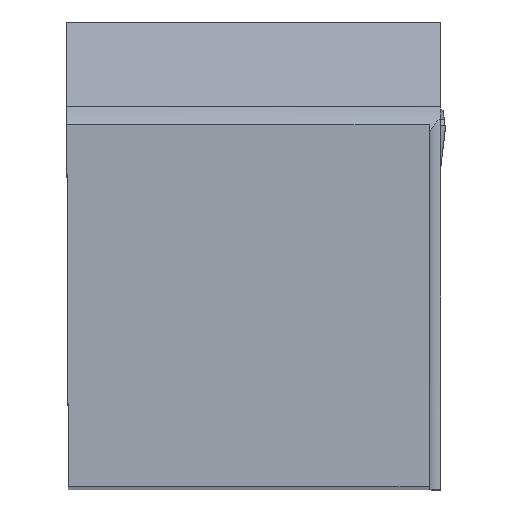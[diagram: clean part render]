
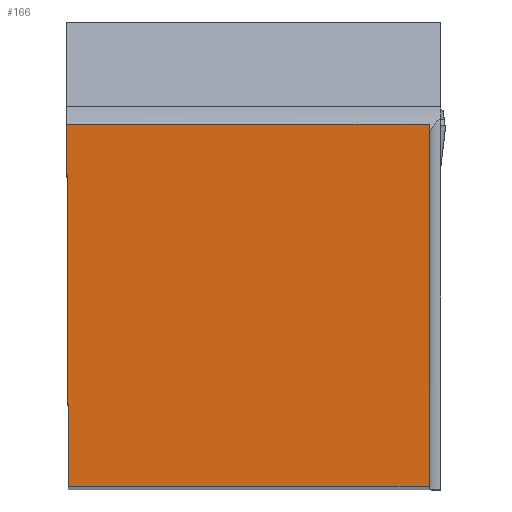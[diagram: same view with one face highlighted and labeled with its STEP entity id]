
A CAD part, top view. The second image highlights one B-rep face of the part: STEP entity #166.
In plain terms, the highlighted planar face has unit normal (0, 0, 1).
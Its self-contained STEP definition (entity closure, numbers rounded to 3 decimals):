
#166=ADVANCED_FACE('CU_BACK_SU1',(#279),#227,.F.);
#227=PLANE('',#1421);
#279=FACE_OUTER_BOUND('',#343,.T.);
#343=EDGE_LOOP('',(#518,#519,#520,#521));
#518=ORIENTED_EDGE('',*,*,#909,.T.);
#519=ORIENTED_EDGE('',*,*,#952,.F.);
#520=ORIENTED_EDGE('',*,*,#924,.T.);
#521=ORIENTED_EDGE('',*,*,#921,.T.);
#786=VERTEX_POINT('',#1901);
#787=VERTEX_POINT('',#1903);
#796=VERTEX_POINT('',#1925);
#798=VERTEX_POINT('',#1931);
#909=EDGE_CURVE('',#787,#786,#1080,.T.);
#921=EDGE_CURVE('',#796,#787,#1089,.T.);
#924=EDGE_CURVE('',#798,#796,#1092,.T.);
#952=EDGE_CURVE('',#798,#786,#1114,.T.);
#1080=LINE('',#1902,#1220);
#1089=LINE('',#1924,#1229);
#1092=LINE('',#1930,#1232);
#1114=LINE('',#2009,#1254);
#1220=VECTOR('',#1544,1.);
#1229=VECTOR('',#1561,1.);
#1232=VECTOR('',#1566,1.);
#1254=VECTOR('',#1622,1.);
#1421=AXIS2_PLACEMENT_3D('',#2010,#1623,#1624);
#1544=DIRECTION('',(1.,0.,0.));
#1561=DIRECTION('',(0.004,-1.,0.));
#1566=DIRECTION('',(-1.,0.,0.));
#1622=DIRECTION('',(0.,-1.,0.));
#1623=DIRECTION('',(0.,0.,-1.));
#1624=DIRECTION('',(0.,-1.,0.));
#1901=CARTESIAN_POINT('',(24.875,0.,0.));
#1902=CARTESIAN_POINT('',(-23.244,0.,0.));
#1903=CARTESIAN_POINT('',(0.109,0.,0.));
#1924=CARTESIAN_POINT('',(-0.088,44.976,0.));
#1925=CARTESIAN_POINT('',(0.,24.875,0.));
#1930=CARTESIAN_POINT('',(-23.244,24.875,0.));
#1931=CARTESIAN_POINT('',(24.875,24.875,0.));
#2009=CARTESIAN_POINT('',(24.875,44.875,0.));
#2010=CARTESIAN_POINT('',(-23.244,44.875,0.));
